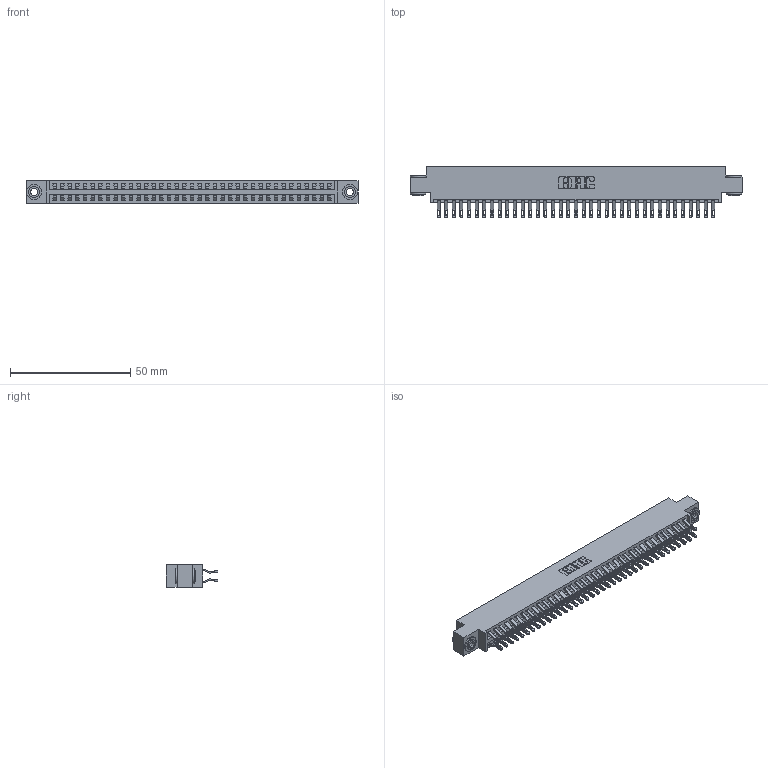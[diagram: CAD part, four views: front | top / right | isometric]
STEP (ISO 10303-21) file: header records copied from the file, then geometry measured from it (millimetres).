
FILE_DESCRIPTION (( 'STEP AP203' ), '1' );
FILE_NAME ('346-074-555-803.STEP', '2018-08-29T02:45:02', ( '' ), ( '' ), 'SwSTEP 2.0', 'SolidWorks 2016', '' );
FILE_SCHEMA (( 'CONFIG_CONTROL_DESIGN' ));
Length unit declared in the file: inch
Products named in the file (4): 346-074-555-803; 346 Part_0.170 Offset - 0.156 Dia-TH; 345-292-001_555 Tail; 345-250-002_345-250-002-102
Assembly tree (77 placements, depth 2):
  346-074-555-803
    346 Part_0.170 Offset - 0.156 Dia-TH
    345-292-001_555 Tail  x74
    345-250-002_345-250-002-102  x2
Bounding box: 138.05 x 21.46 x 9.4 mm (x, y, z)
Volume: 13502.1 mm3; surface area: 19639.8 mm2
Topology: 77 solids, 77 shells, 4456 faces, 13959 edges, 9302 vertices
Faces by surface type: plane 2532, cylinder 1916, cone 8
Entity records: 25928 total; most frequent: CARTESIAN_POINT 4293, ORIENTED_EDGE 4190, DIRECTION 3833, EDGE_CURVE 2095, VECTOR 1771, LINE 1771, VERTEX_POINT 1394, AXIS2_PLACEMENT_3D 1031
